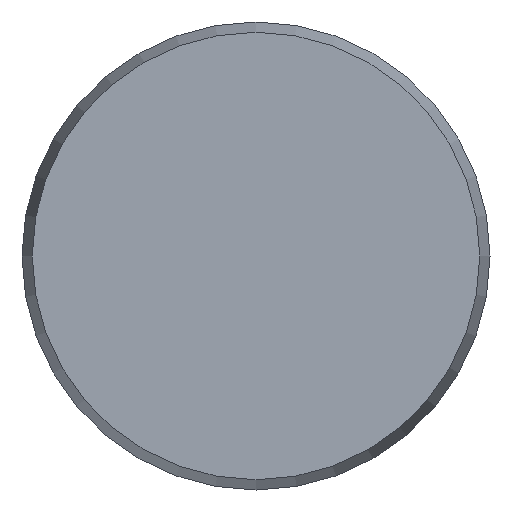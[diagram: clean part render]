
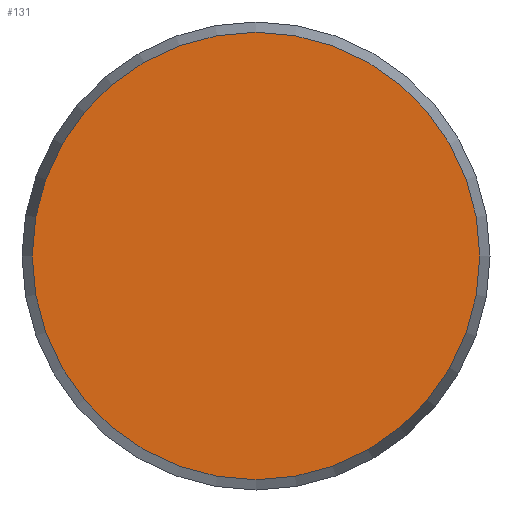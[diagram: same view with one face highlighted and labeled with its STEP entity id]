
A CAD part, front view. The second image highlights one B-rep face of the part: STEP entity #131.
In plain terms, the highlighted planar face has unit normal (0, -1, 0).
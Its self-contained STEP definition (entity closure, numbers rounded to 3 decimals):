
#131 = ADVANCED_FACE( '', ( #274 ), #275, .F. );
#274 = FACE_OUTER_BOUND( '', #447, .T. );
#275 = PLANE( '', #448 );
#447 = EDGE_LOOP( '', ( #715 ) );
#448 = AXIS2_PLACEMENT_3D( '', #716, #717, #718 );
#715 = ORIENTED_EDGE( '', *, *, #848, .T. );
#716 = CARTESIAN_POINT( '', ( 38.25, 0., 0. ) );
#717 = DIRECTION( '', ( 0., 1., 0. ) );
#718 = DIRECTION( '', ( 0., 0., 1. ) );
#848 = EDGE_CURVE( '', #998, #998, #999, .T. );
#998 = VERTEX_POINT( '', #1307 );
#999 = CIRCLE( '', #1308, 38.25 );
#1307 = CARTESIAN_POINT( '', ( 0., 0., -38.25 ) );
#1308 = AXIS2_PLACEMENT_3D( '', #1414, #1415, #1416 );
#1414 = CARTESIAN_POINT( '', ( 0., 0., 0. ) );
#1415 = DIRECTION( '', ( 0., -1., 0. ) );
#1416 = DIRECTION( '', ( 0., 0., -1. ) );
